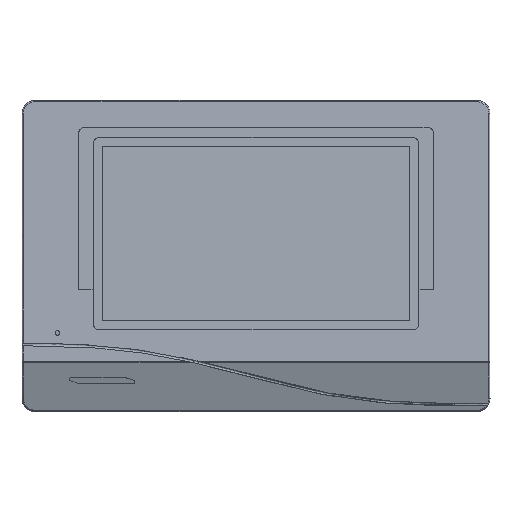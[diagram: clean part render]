
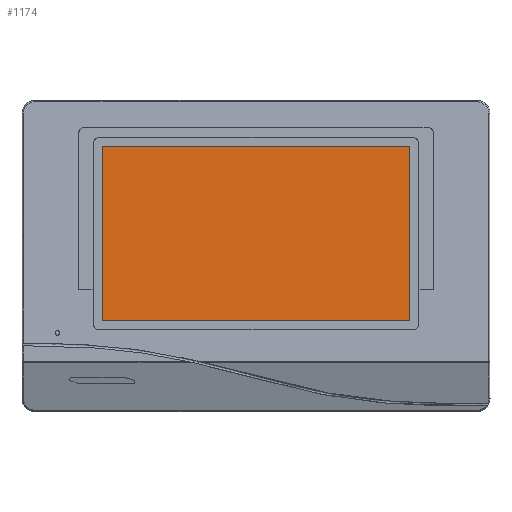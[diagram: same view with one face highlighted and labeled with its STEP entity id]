
A CAD part, top view. The second image highlights one B-rep face of the part: STEP entity #1174.
In plain terms, the highlighted planar face has unit normal (0, 0.037, 0.999).
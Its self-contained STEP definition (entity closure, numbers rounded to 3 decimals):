
#1174=ADVANCED_FACE('',(#3009),#31323,.T.);
#3009=FACE_OUTER_BOUND('',#4844,.T.);
#4844=EDGE_LOOP('',(#6781,#6782,#6783,#6784));
#6781=ORIENTED_EDGE('',*,*,#17330,.T.);
#6782=ORIENTED_EDGE('',*,*,#17331,.T.);
#6783=ORIENTED_EDGE('',*,*,#17332,.T.);
#6784=ORIENTED_EDGE('',*,*,#17333,.T.);
#17330=EDGE_CURVE('',#27735,#27736,#22845,.T.);
#17331=EDGE_CURVE('',#27736,#27737,#22846,.T.);
#17332=EDGE_CURVE('',#27737,#27738,#22847,.T.);
#17333=EDGE_CURVE('',#27738,#27735,#22848,.T.);
#22845=B_SPLINE_CURVE_WITH_KNOTS('',1,(#36422,#36423),.UNSPECIFIED.,.F.,
 .F.,(2,2),(0.,66.65),.UNSPECIFIED.);
#22846=B_SPLINE_CURVE_WITH_KNOTS('',1,(#36424,#36425),.UNSPECIFIED.,.F.,
 .F.,(2,2),(0.,104.9),.UNSPECIFIED.);
#22847=B_SPLINE_CURVE_WITH_KNOTS('',1,(#36426,#36427),.UNSPECIFIED.,.F.,
 .F.,(2,2),(0.,66.65),.UNSPECIFIED.);
#22848=B_SPLINE_CURVE_WITH_KNOTS('',1,(#36428,#36429),.UNSPECIFIED.,.F.,
 .F.,(2,2),(0.,104.9),.UNSPECIFIED.);
#27735=VERTEX_POINT('',#36418);
#27736=VERTEX_POINT('',#36419);
#27737=VERTEX_POINT('',#36420);
#27738=VERTEX_POINT('',#36421);
#31323=PLANE('',#32922);
#32922=AXIS2_PLACEMENT_3D('',#36417,#34669,$);
#34669=DIRECTION('',(0.,0.037,0.999));
#36417=CARTESIAN_POINT('',(72.818,-68.497,51.904));
#36418=CARTESIAN_POINT('',(-42.584,4.78,49.187));
#36419=CARTESIAN_POINT('',(-42.584,-61.824,51.657));
#36420=CARTESIAN_POINT('',(62.316,-61.824,51.657));
#36421=CARTESIAN_POINT('',(62.316,4.78,49.187));
#36422=CARTESIAN_POINT('',(-42.584,4.78,49.187));
#36423=CARTESIAN_POINT('',(-42.584,-61.824,51.657));
#36424=CARTESIAN_POINT('',(-42.584,-61.824,51.657));
#36425=CARTESIAN_POINT('',(62.316,-61.824,51.657));
#36426=CARTESIAN_POINT('',(62.316,-61.824,51.657));
#36427=CARTESIAN_POINT('',(62.316,4.78,49.187));
#36428=CARTESIAN_POINT('',(62.316,4.78,49.187));
#36429=CARTESIAN_POINT('',(-42.584,4.78,49.187));
